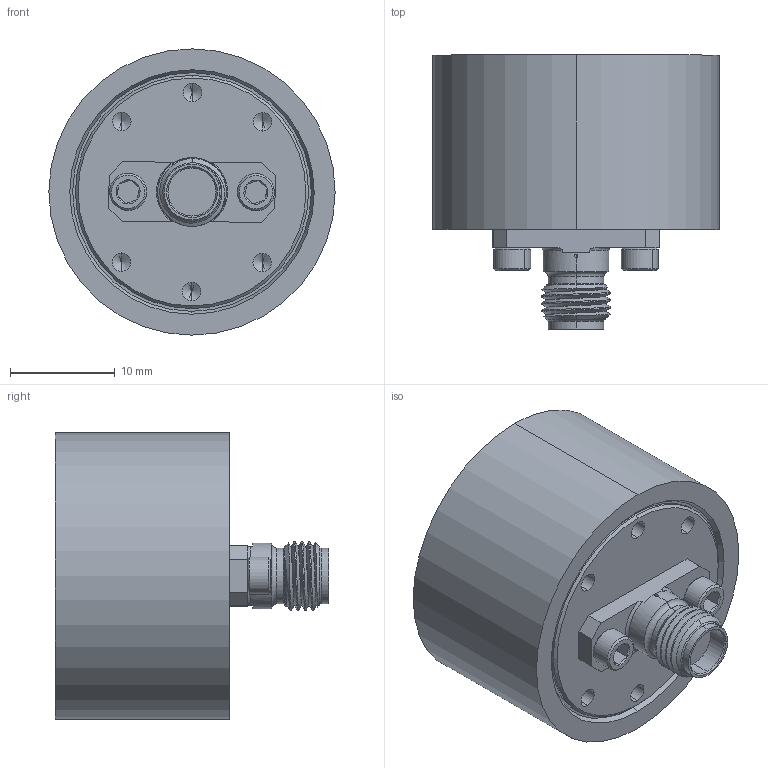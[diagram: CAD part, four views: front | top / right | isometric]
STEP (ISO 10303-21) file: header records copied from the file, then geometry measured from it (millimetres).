
FILE_DESCRIPTION (( 'STEP AP203' ), '1' );
FILE_NAME ('AO-AC4-045.STEP', '2025-06-03T23:00:53', ( '' ), ( '' ), 'SwSTEP 2.0', 'SolidWorks 2021', '' );
FILE_SCHEMA (( 'CONFIG_CONTROL_DESIGN' ));
Length unit declared in the file: inch
Products named in the file (1): AO-AC4-045
Bounding box: 27.37 x 26.19 x 27.37 mm (x, y, z)
Volume: 10091.9 mm3; surface area: 3283.6 mm2
Topology: 1 solids, 1 shells, 143 faces, 326 edges, 189 vertices
Faces by surface type: cone 50, cylinder 44, plane 36, bspline 9, torus 4
Entity records: 6503 total; most frequent: CARTESIAN_POINT 3373, DIRECTION 631, ORIENTED_EDGE 628, EDGE_CURVE 314, AXIS2_PLACEMENT_3D 247, VERTEX_POINT 189, EDGE_LOOP 159, ADVANCED_FACE 143
